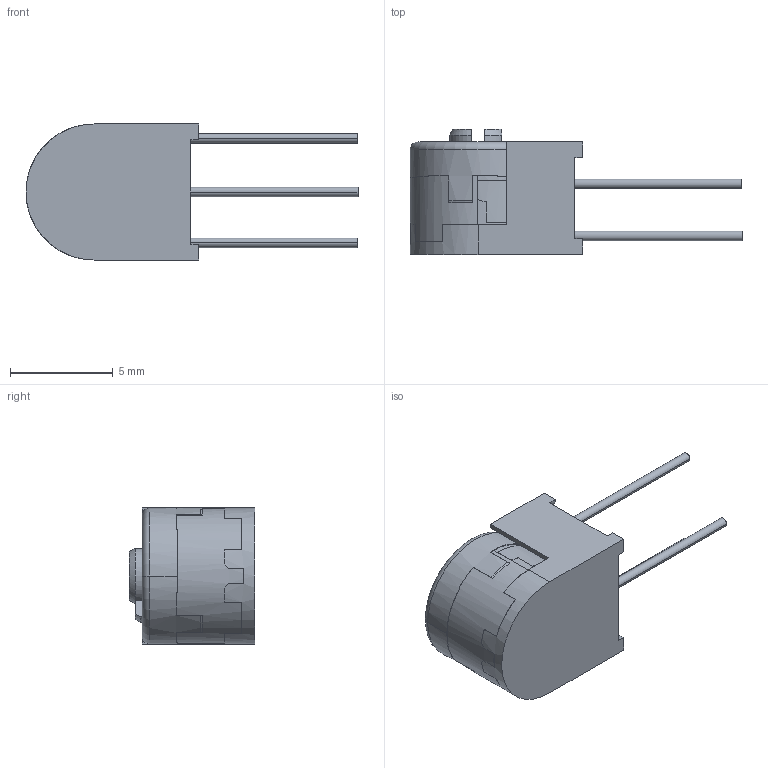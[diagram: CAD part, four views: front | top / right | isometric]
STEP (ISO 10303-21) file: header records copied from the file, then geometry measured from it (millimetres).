
FILE_DESCRIPTION((''),'2;1');
FILE_NAME('3329S001XXXLF','2019-11-08T12:55:54',('RICKB'),('Bourns, Inc.'),'CREO PARAMETRIC BY PTC INC, 2018050','CREO PARAMETRIC BY PTC INC, 2018050','');
FILE_SCHEMA(('AUTOMOTIVE_DESIGN { 1 0 10303 214 1 1 1 1 }'));
Length unit declared in the file: inch
Products named in the file (1): 3329S001XXXLF
Bounding box: 16.12 x 6.07 x 6.6 mm (x, y, z)
Volume: 246.5 mm3; surface area: 453.7 mm2
Topology: 1 solids, 2 shells, 209 faces, 596 edges, 390 vertices
Faces by surface type: plane 139, cylinder 46, torus 19, cone 5
Entity records: 7240 total; most frequent: CARTESIAN_POINT 1672, ORIENTED_EDGE 1192, DIRECTION 1110, EDGE_CURVE 596, VERTEX_POINT 390, AXIS2_PLACEMENT_3D 379, VECTOR 352, LINE 352
